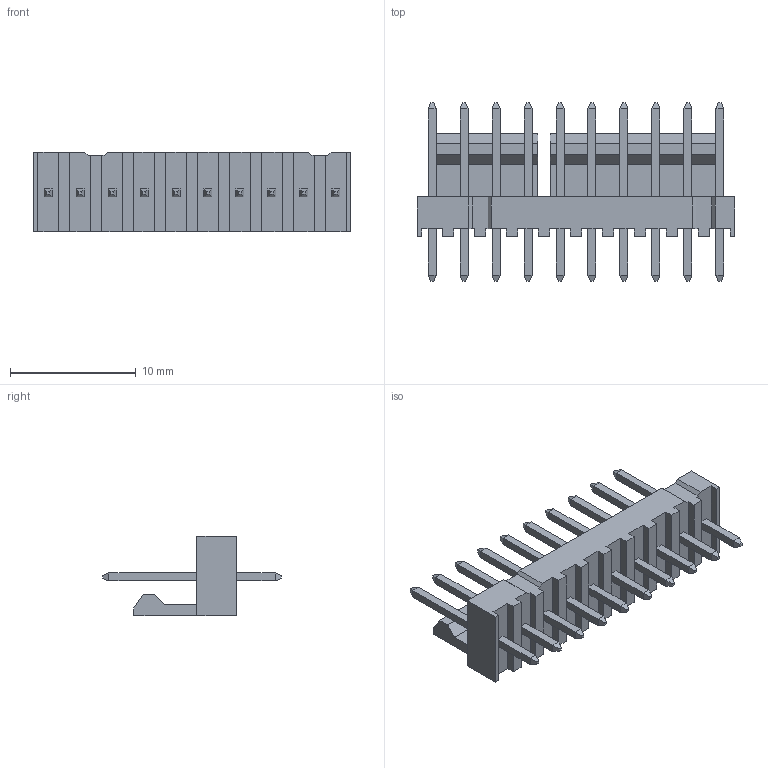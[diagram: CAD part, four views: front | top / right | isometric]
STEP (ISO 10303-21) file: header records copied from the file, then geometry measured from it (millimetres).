
FILE_DESCRIPTION(('STEP AP242'),'1');
FILE_NAME('0022232101.stp','2024-12-29T03:37:48',('TraceParts'),('TraceParts S.A.'),'Spatial InterOp 3D',' ',' ');
FILE_SCHEMA(('AP242_MANAGED_MODEL_BASED_3D_ENGINEERING_MIM_LF {1 0 10303 442 1 1 4}'));
Length unit declared in the file: millimetre
Products named in the file (1): 0022232101_1
Bounding box: 25.25 x 14.22 x 6.35 mm (x, y, z)
Volume: 610.1 mm3; surface area: 1118.7 mm2
Topology: 1 solids, 1 shells, 248 faces, 618 edges, 412 vertices
Faces by surface type: plane 248
Entity records: 7144 total; most frequent: CARTESIAN_POINT 1240, ORIENTED_EDGE 1196, DIRECTION 1138, EDGE_CURVE 598, LINE 598, VECTOR 598, VERTEX_POINT 372, AXIS2_PLACEMENT_3D 270
